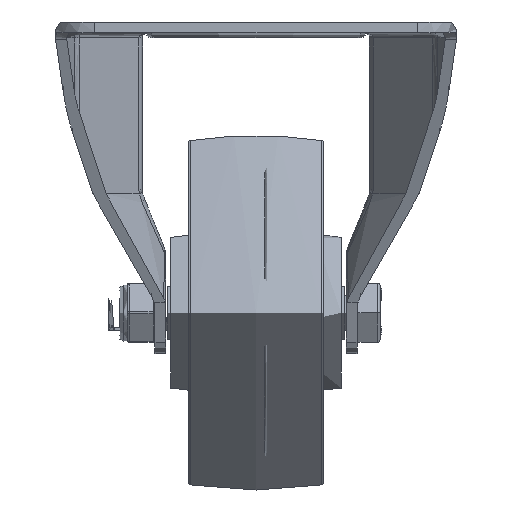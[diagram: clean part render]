
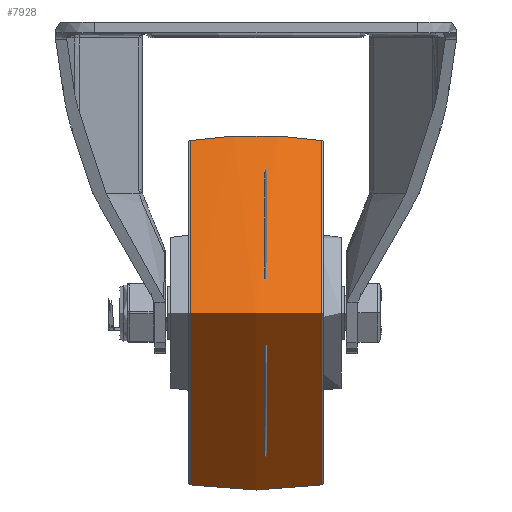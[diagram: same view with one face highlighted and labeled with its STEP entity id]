
A CAD part, left-side view. The second image highlights one B-rep face of the part: STEP entity #7928.
In plain terms, the highlighted free-form (B-spline) face has degree [2, 2] with [3, 9] control points.
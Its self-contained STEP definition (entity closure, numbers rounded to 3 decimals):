
#40=(
BOUNDED_SURFACE()
B_SPLINE_SURFACE(2,2,((#22423,#22424,#22425,#22426,#22427,#22428,#22429,
#22430,#22431),(#22432,#22433,#22434,#22435,#22436,#22437,#22438,#22439,
#22440),(#22441,#22442,#22443,#22444,#22445,#22446,#22447,#22448,#22449)),
 .UNSPECIFIED.,.F.,.T.,.F.)
B_SPLINE_SURFACE_WITH_KNOTS((3,3),(3,2,2,2,3),(-0.154,0.154),
(-3.142,-1.571,0.,1.571,3.142),
 .UNSPECIFIED.)
GEOMETRIC_REPRESENTATION_ITEM()
RATIONAL_B_SPLINE_SURFACE(((1.,0.707,1.,0.707,1.,
0.707,1.,0.707,1.),(0.988,0.699,
0.988,0.699,0.988,0.699,
0.988,0.699,0.988),(1.,0.707,
1.,0.707,1.,0.707,1.,0.707,1.)))
REPRESENTATION_ITEM('')
SURFACE()
);
#1091=FACE_OUTER_BOUND('',#1586,.T.);
#1586=EDGE_LOOP('',(#6428,#6429,#6430,#6431));
#3080=CIRCLE('',#8662,48.566);
#3081=CIRCLE('',#8663,121.083);
#3082=CIRCLE('',#8664,48.566);
#3613=VERTEX_POINT('',#22420);
#3614=VERTEX_POINT('',#22450);
#4601=EDGE_CURVE('',#3613,#3613,#3080,.T.);
#4602=EDGE_CURVE('',#3613,#3614,#3081,.T.);
#4603=EDGE_CURVE('',#3614,#3614,#3082,.T.);
#6428=ORIENTED_EDGE('',*,*,#4601,.F.);
#6429=ORIENTED_EDGE('',*,*,#4602,.T.);
#6430=ORIENTED_EDGE('',*,*,#4603,.T.);
#6431=ORIENTED_EDGE('',*,*,#4602,.F.);
#7928=ADVANCED_FACE('',(#1091),#40,.F.);
#8662=AXIS2_PLACEMENT_3D('',#22422,#10109,#10110);
#8663=AXIS2_PLACEMENT_3D('',#22451,#10111,#10112);
#8664=AXIS2_PLACEMENT_3D('',#22452,#10113,#10114);
#10109=DIRECTION('center_axis',(0.,1.,0.));
#10110=DIRECTION('ref_axis',(-1.,0.,0.));
#10111=DIRECTION('center_axis',(1.,0.,0.));
#10112=DIRECTION('ref_axis',(0.,0.,
1.));
#10113=DIRECTION('center_axis',(0.,1.,0.));
#10114=DIRECTION('ref_axis',(-1.,0.,0.));
#22420=CARTESIAN_POINT('',(0.,18.577,48.566));
#22422=CARTESIAN_POINT('Origin',(0.,18.577,
0.));
#22423=CARTESIAN_POINT('Ctrl Pts',(0.,-18.577,
48.566));
#22424=CARTESIAN_POINT('Ctrl Pts',(48.566,-18.577,48.566));
#22425=CARTESIAN_POINT('Ctrl Pts',(48.566,-18.577,0.));
#22426=CARTESIAN_POINT('Ctrl Pts',(48.566,-18.577,-48.566));
#22427=CARTESIAN_POINT('Ctrl Pts',(0.,-18.577,
-48.566));
#22428=CARTESIAN_POINT('Ctrl Pts',(-48.566,-18.577,
-48.566));
#22429=CARTESIAN_POINT('Ctrl Pts',(-48.566,-18.577,
0.));
#22430=CARTESIAN_POINT('Ctrl Pts',(-48.566,-18.577,
48.566));
#22431=CARTESIAN_POINT('Ctrl Pts',(0.,-18.577,
48.566));
#22432=CARTESIAN_POINT('Ctrl Pts',(0.,0.,
51.451));
#22433=CARTESIAN_POINT('Ctrl Pts',(51.451,0.,
51.451));
#22434=CARTESIAN_POINT('Ctrl Pts',(51.451,0.,
0.));
#22435=CARTESIAN_POINT('Ctrl Pts',(51.451,0.,
-51.451));
#22436=CARTESIAN_POINT('Ctrl Pts',(0.,0.,
-51.451));
#22437=CARTESIAN_POINT('Ctrl Pts',(-51.451,0.,
-51.451));
#22438=CARTESIAN_POINT('Ctrl Pts',(-51.451,0.,
0.));
#22439=CARTESIAN_POINT('Ctrl Pts',(-51.451,0.,
51.451));
#22440=CARTESIAN_POINT('Ctrl Pts',(0.,0.,
51.451));
#22441=CARTESIAN_POINT('Ctrl Pts',(0.,18.577,
48.566));
#22442=CARTESIAN_POINT('Ctrl Pts',(48.566,18.577,48.566));
#22443=CARTESIAN_POINT('Ctrl Pts',(48.566,18.577,0.));
#22444=CARTESIAN_POINT('Ctrl Pts',(48.566,18.577,-48.566));
#22445=CARTESIAN_POINT('Ctrl Pts',(0.,18.577,
-48.566));
#22446=CARTESIAN_POINT('Ctrl Pts',(-48.566,18.577,-48.566));
#22447=CARTESIAN_POINT('Ctrl Pts',(-48.566,18.577,0.));
#22448=CARTESIAN_POINT('Ctrl Pts',(-48.566,18.577,48.566));
#22449=CARTESIAN_POINT('Ctrl Pts',(0.,18.577,
48.566));
#22450=CARTESIAN_POINT('',(0.,-18.577,48.566));
#22451=CARTESIAN_POINT('Origin',(0.,0.,
-71.083));
#22452=CARTESIAN_POINT('Origin',(0.,-18.577,
0.));
